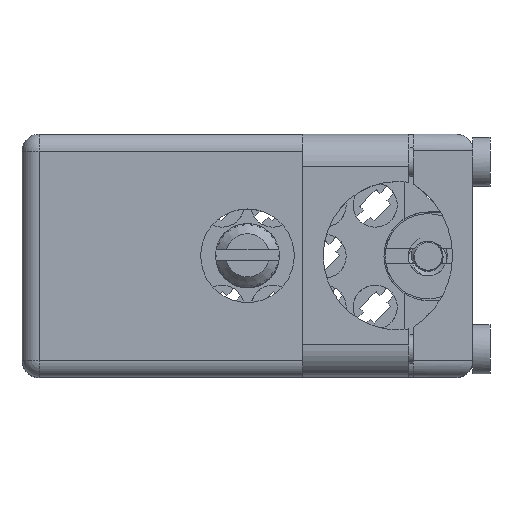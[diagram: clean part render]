
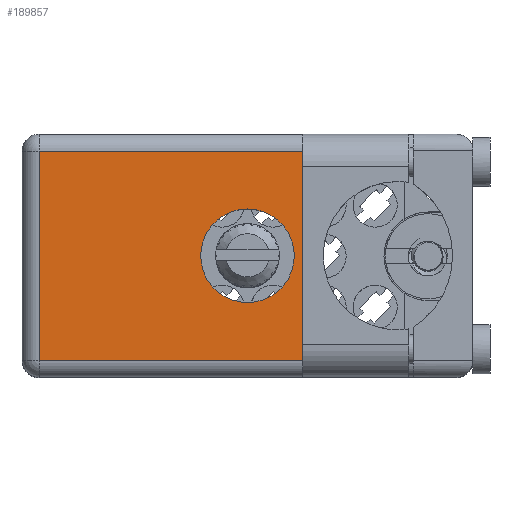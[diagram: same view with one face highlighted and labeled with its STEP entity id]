
A CAD part, top view. The second image highlights one B-rep face of the part: STEP entity #189857.
In plain terms, the highlighted face is planar.
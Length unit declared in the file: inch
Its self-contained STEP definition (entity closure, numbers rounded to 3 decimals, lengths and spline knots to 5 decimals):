
#467 = LINE ( 'NONE', #162471, #67741 ) ;
#981 = DIRECTION ( 'NONE',  ( 0., 1., 0. ) ) ;
#7546 = CARTESIAN_POINT ( 'NONE',  ( 0.865, 0.906, -0.1125 ) ) ;
#7578 = ORIENTED_EDGE ( 'NONE', *, *, #166195, .F. ) ;
#8240 = EDGE_CURVE ( 'NONE', #190631, #112236, #467, .T. ) ;
#8638 = VECTOR ( 'NONE', #82207, 39.37008 ) ;
#10330 = VERTEX_POINT ( 'NONE', #180857 ) ;
#10456 = LINE ( 'NONE', #184839, #163440 ) ;
#11942 = ORIENTED_EDGE ( 'NONE', *, *, #76775, .T. ) ;
#18655 = CARTESIAN_POINT ( 'NONE',  ( 1.15, 0.906, -0.715 ) ) ;
#19450 = CARTESIAN_POINT ( 'NONE',  ( 1.15, 0.906, -0.6025 ) ) ;
#21542 = CARTESIAN_POINT ( 'NONE',  ( 0.6625, 0.906, -0.3575 ) ) ;
#26288 = ORIENTED_EDGE ( 'NONE', *, *, #90515, .T. ) ;
#29512 = CARTESIAN_POINT ( 'NONE',  ( 0., 0.906, -0.715 ) ) ;
#29519 = VECTOR ( 'NONE', #141561, 39.37008 ) ;
#31668 = EDGE_LOOP ( 'NONE', ( #191135, #164883 ) ) ;
#31914 = EDGE_CURVE ( 'NONE', #135030, #10330, #150382, .T. ) ;
#33576 = DIRECTION ( 'NONE',  ( 0., 0., 1. ) ) ;
#38297 = FACE_OUTER_BOUND ( 'NONE', #102988, .T. ) ;
#40749 = CARTESIAN_POINT ( 'NONE',  ( 0., 0.906, -0.665 ) ) ;
#40769 = CARTESIAN_POINT ( 'NONE',  ( 0.6625, 0.906, -0.3575 ) ) ;
#40911 = VERTEX_POINT ( 'NONE', #173246 ) ;
#42853 = LINE ( 'NONE', #159416, #147115 ) ;
#44993 = VECTOR ( 'NONE', #33576, 39.37008 ) ;
#47512 = FACE_BOUND ( 'NONE', #31668, .T. ) ;
#51581 = CARTESIAN_POINT ( 'NONE',  ( 1.15, 0.906, -0.1125 ) ) ;
#51983 = DIRECTION ( 'NONE',  ( 0., 0., 1. ) ) ;
#53112 = LINE ( 'NONE', #40749, #171357 ) ;
#55052 = DIRECTION ( 'NONE',  ( -1., 0., 0. ) ) ;
#55550 = VERTEX_POINT ( 'NONE', #57448 ) ;
#57448 = CARTESIAN_POINT ( 'NONE',  ( 0.05, 0.906, -0.665 ) ) ;
#65208 = VERTEX_POINT ( 'NONE', #84502 ) ;
#66039 = LINE ( 'NONE', #149967, #182017 ) ;
#67741 = VECTOR ( 'NONE', #180551, 39.37008 ) ;
#74212 = DIRECTION ( 'NONE',  ( 0., 0., 1. ) ) ;
#75573 = DIRECTION ( 'NONE',  ( -1., 0., 0. ) ) ;
#76775 = EDGE_CURVE ( 'NONE', #40911, #55550, #53112, .T. ) ;
#80907 = EDGE_CURVE ( 'NONE', #130065, #190631, #177872, .T. ) ;
#82207 = DIRECTION ( 'NONE',  ( 0., 0., 1. ) ) ;
#83051 = DIRECTION ( 'NONE',  ( 0., 1., 0. ) ) ;
#84502 = CARTESIAN_POINT ( 'NONE',  ( 1.15, 0.906, -0.05 ) ) ;
#89798 = PLANE ( 'NONE',  #159453 ) ;
#90515 = EDGE_CURVE ( 'NONE', #153969, #65208, #42853, .T. ) ;
#93751 = AXIS2_PLACEMENT_3D ( 'NONE', #40769, #83051, #186635 ) ;
#100047 = ORIENTED_EDGE ( 'NONE', *, *, #106123, .T. ) ;
#101094 = DIRECTION ( 'NONE',  ( 1., 0., 0. ) ) ;
#102988 = EDGE_LOOP ( 'NONE', ( #100047, #26288, #158737, #186560, #103606, #184393, #7578, #11942 ) ) ;
#103606 = ORIENTED_EDGE ( 'NONE', *, *, #80907, .T. ) ;
#106123 = EDGE_CURVE ( 'NONE', #55550, #153969, #10456, .T. ) ;
#109685 = DIRECTION ( 'NONE',  ( 0., 0., 1. ) ) ;
#112236 = VERTEX_POINT ( 'NONE', #19450 ) ;
#115079 = LINE ( 'NONE', #170884, #8638 ) ;
#128507 = LINE ( 'NONE', #18655, #44993 ) ;
#130065 = VERTEX_POINT ( 'NONE', #167856 ) ;
#135030 = VERTEX_POINT ( 'NONE', #147270 ) ;
#141561 = DIRECTION ( 'NONE',  ( 0., 0., -1. ) ) ;
#142637 = DIRECTION ( 'NONE',  ( 0., 1., 0. ) ) ;
#142638 = CARTESIAN_POINT ( 'NONE',  ( 0.05, 0.906, -0.05 ) ) ;
#144890 = AXIS2_PLACEMENT_3D ( 'NONE', #21542, #142637, #51983 ) ;
#147115 = VECTOR ( 'NONE', #101094, 39.37008 ) ;
#147270 = CARTESIAN_POINT ( 'NONE',  ( 0.6625, 0.906, -0.495 ) ) ;
#149967 = CARTESIAN_POINT ( 'NONE',  ( 0.865, 0.906, -0.1125 ) ) ;
#150382 = CIRCLE ( 'NONE', #93751, 0.1375 ) ;
#153969 = VERTEX_POINT ( 'NONE', #142638 ) ;
#158737 = ORIENTED_EDGE ( 'NONE', *, *, #163506, .F. ) ;
#159416 = CARTESIAN_POINT ( 'NONE',  ( 1.15, 0.906, -0.05 ) ) ;
#159453 = AXIS2_PLACEMENT_3D ( 'NONE', #29512, #981, #74212 ) ;
#160807 = CIRCLE ( 'NONE', #144890, 0.1375 ) ;
#162471 = CARTESIAN_POINT ( 'NONE',  ( 0.865, 0.906, -0.6025 ) ) ;
#163440 = VECTOR ( 'NONE', #109685, 39.37008 ) ;
#163506 = EDGE_CURVE ( 'NONE', #190762, #65208, #115079, .T. ) ;
#164883 = ORIENTED_EDGE ( 'NONE', *, *, #31914, .F. ) ;
#165670 = EDGE_CURVE ( 'NONE', #190762, #130065, #66039, .T. ) ;
#166195 = EDGE_CURVE ( 'NONE', #40911, #112236, #128507, .T. ) ;
#167856 = CARTESIAN_POINT ( 'NONE',  ( 0.865, 0.906, -0.1125 ) ) ;
#170884 = CARTESIAN_POINT ( 'NONE',  ( 1.15, 0.906, -0.715 ) ) ;
#171357 = VECTOR ( 'NONE', #55052, 39.37008 ) ;
#173246 = CARTESIAN_POINT ( 'NONE',  ( 1.15, 0.906, -0.665 ) ) ;
#177872 = LINE ( 'NONE', #7546, #29519 ) ;
#180551 = DIRECTION ( 'NONE',  ( 1., 0., 0. ) ) ;
#180857 = CARTESIAN_POINT ( 'NONE',  ( 0.6625, 0.906, -0.22 ) ) ;
#182017 = VECTOR ( 'NONE', #75573, 39.37008 ) ;
#183744 = CARTESIAN_POINT ( 'NONE',  ( 0.865, 0.906, -0.6025 ) ) ;
#184393 = ORIENTED_EDGE ( 'NONE', *, *, #8240, .T. ) ;
#184839 = CARTESIAN_POINT ( 'NONE',  ( 0.05, 0.906, -0.715 ) ) ;
#186560 = ORIENTED_EDGE ( 'NONE', *, *, #165670, .T. ) ;
#186635 = DIRECTION ( 'NONE',  ( 0., 0., 1. ) ) ;
#189857 = ADVANCED_FACE ( 'NONE', ( #38297, #47512 ), #89798, .T. ) ;
#190631 = VERTEX_POINT ( 'NONE', #183744 ) ;
#190762 = VERTEX_POINT ( 'NONE', #51581 ) ;
#191135 = ORIENTED_EDGE ( 'NONE', *, *, #191708, .F. ) ;
#191708 = EDGE_CURVE ( 'NONE', #10330, #135030, #160807, .T. ) ;
